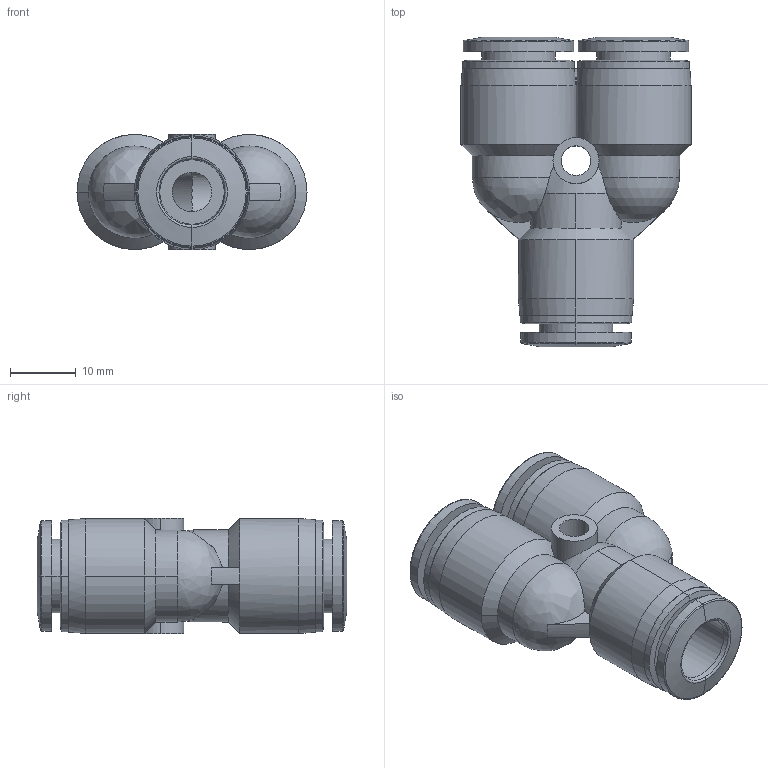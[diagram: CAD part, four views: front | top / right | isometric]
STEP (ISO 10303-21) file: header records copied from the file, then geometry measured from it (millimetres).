
FILE_DESCRIPTION (( 'STEP AP214' ), '1' );
FILE_NAME ('UY38.step', '2016-02-24T20:50:49', ( '' ), ( '' ), 'SwSTEP 2.0', 'SolidWorks 2015', '' );
FILE_SCHEMA (( 'AUTOMOTIVE_DESIGN' ));
Length unit declared in the file: inch
Products named in the file (1): UY38
Bounding box: 35 x 47.1 x 17.5 mm (x, y, z)
Volume: 10530 mm3; surface area: 7521.8 mm2
Topology: 1 solids, 1 shells, 111 faces, 271 edges, 169 vertices
Faces by surface type: cylinder 41, cone 29, plane 19, bspline 17, torus 4, sphere 1
Entity records: 5547 total; most frequent: CARTESIAN_POINT 1502, DIRECTION 544, ORIENTED_EDGE 540, EDGE_CURVE 270, AXIS2_PLACEMENT_3D 236, VERTEX_POINT 169, CIRCLE 141, EDGE_LOOP 125
